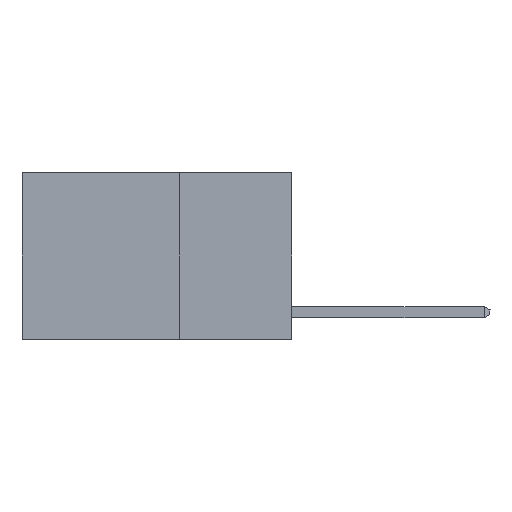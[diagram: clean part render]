
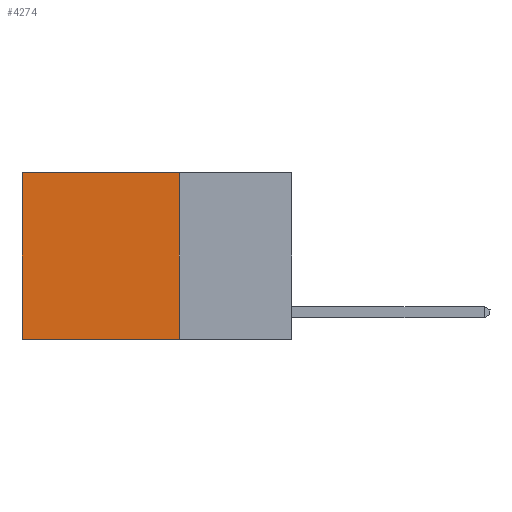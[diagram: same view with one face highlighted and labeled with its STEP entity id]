
A CAD part, left-side view. The second image highlights one B-rep face of the part: STEP entity #4274.
In plain terms, the highlighted planar face has unit normal (-1, 0, 0).
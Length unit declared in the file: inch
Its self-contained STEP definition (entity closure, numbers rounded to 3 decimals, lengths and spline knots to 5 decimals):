
#415 = CARTESIAN_POINT ( 'NONE',  ( 0.2625, 0.6, 0. ) ) ;
#549 = EDGE_LOOP ( 'NONE', ( #6637, #9426, #9394, #5316 ) ) ;
#584 = LINE ( 'NONE', #3591, #6864 ) ;
#842 = VECTOR ( 'NONE', #3890, 39.37008 ) ;
#1453 = LINE ( 'NONE', #415, #7507 ) ;
#1485 = CARTESIAN_POINT ( 'NONE',  ( 0.2625, 0.25, -0.37 ) ) ;
#1998 = PLANE ( 'NONE',  #8220 ) ;
#2266 = DIRECTION ( 'NONE',  ( 0., 1., 0. ) ) ;
#2364 = VERTEX_POINT ( 'NONE', #5242 ) ;
#2663 = EDGE_CURVE ( 'NONE', #4345, #9520, #1453, .T. ) ;
#2798 = EDGE_CURVE ( 'NONE', #2364, #4345, #7861, .T. ) ;
#3459 = FACE_OUTER_BOUND ( 'NONE', #549, .T. ) ;
#3591 = CARTESIAN_POINT ( 'NONE',  ( 0.2625, 0.25, 0. ) ) ;
#3890 = DIRECTION ( 'NONE',  ( 0., 1., 0. ) ) ;
#4037 = VERTEX_POINT ( 'NONE', #4739 ) ;
#4274 = ADVANCED_FACE ( 'NONE', ( #3459 ), #1998, .F. ) ;
#4296 = DIRECTION ( 'NONE',  ( 0., 0., -1. ) ) ;
#4345 = VERTEX_POINT ( 'NONE', #9892 ) ;
#4350 = LINE ( 'NONE', #1485, #842 ) ;
#4739 = CARTESIAN_POINT ( 'NONE',  ( 0.2625, 0.25, -0.37 ) ) ;
#5052 = DIRECTION ( 'NONE',  ( 1., 0., 0. ) ) ;
#5242 = CARTESIAN_POINT ( 'NONE',  ( 0.2625, 0.25, 0. ) ) ;
#5316 = ORIENTED_EDGE ( 'NONE', *, *, #2798, .T. ) ;
#5808 = VECTOR ( 'NONE', #2266, 39.37008 ) ;
#6637 = ORIENTED_EDGE ( 'NONE', *, *, #2663, .T. ) ;
#6677 = CARTESIAN_POINT ( 'NONE',  ( 0.2625, 0.6, -0.37 ) ) ;
#6864 = VECTOR ( 'NONE', #7435, 39.37008 ) ;
#7024 = EDGE_CURVE ( 'NONE', #4037, #9520, #4350, .T. ) ;
#7340 = CARTESIAN_POINT ( 'NONE',  ( 0.2625, 0.25, 0. ) ) ;
#7435 = DIRECTION ( 'NONE',  ( 0., 0., -1. ) ) ;
#7507 = VECTOR ( 'NONE', #9007, 39.37008 ) ;
#7725 = EDGE_CURVE ( 'NONE', #2364, #4037, #584, .T. ) ;
#7861 = LINE ( 'NONE', #8305, #5808 ) ;
#8220 = AXIS2_PLACEMENT_3D ( 'NONE', #7340, #5052, #4296 ) ;
#8305 = CARTESIAN_POINT ( 'NONE',  ( 0.2625, 0.25, 0. ) ) ;
#9007 = DIRECTION ( 'NONE',  ( 0., 0., -1. ) ) ;
#9394 = ORIENTED_EDGE ( 'NONE', *, *, #7725, .F. ) ;
#9426 = ORIENTED_EDGE ( 'NONE', *, *, #7024, .F. ) ;
#9520 = VERTEX_POINT ( 'NONE', #6677 ) ;
#9892 = CARTESIAN_POINT ( 'NONE',  ( 0.2625, 0.6, 0. ) ) ;
